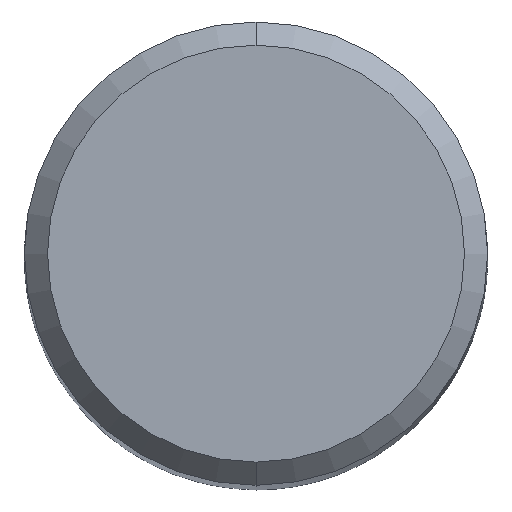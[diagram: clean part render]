
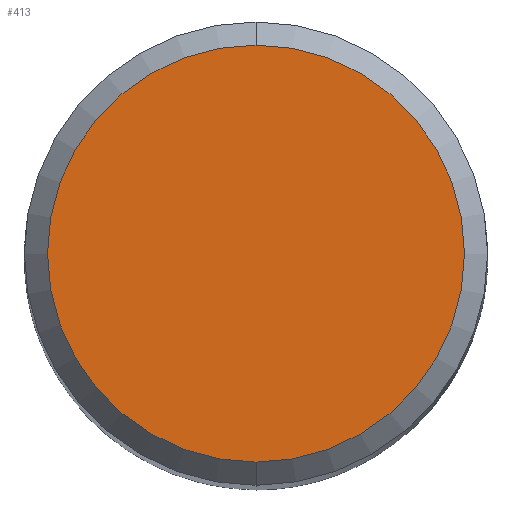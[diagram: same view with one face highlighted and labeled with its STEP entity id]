
A CAD part, top view. The second image highlights one B-rep face of the part: STEP entity #413.
In plain terms, the highlighted planar face has unit normal (0, 0, 1).
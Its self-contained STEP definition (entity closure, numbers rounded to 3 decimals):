
#343=VERTEX_POINT('',#945);
#413=ADVANCED_FACE('',(#1022),#1023,.T.);
#557=EDGE_CURVE('',#677,#343,#1177,.T.);
#653=EDGE_CURVE('',#343,#677,#1282,.T.);
#677=VERTEX_POINT('',#1308);
#945=CARTESIAN_POINT('',(0.0,5.4,0.0));
#1022=FACE_OUTER_BOUND('',#1851,.T.);
#1023=PLANE('',#1852);
#1177=CIRCLE('',#2320,5.4);
#1282=CIRCLE('',#2614,5.4);
#1308=CARTESIAN_POINT('',(0.,-5.4,0.0));
#1851=EDGE_LOOP('',(#3462,#3463));
#1852=AXIS2_PLACEMENT_3D('',#3464,#3465,#3466);
#2320=AXIS2_PLACEMENT_3D('',#3575,#3576,#3577);
#2614=AXIS2_PLACEMENT_3D('',#3664,#3665,#3666);
#3462=ORIENTED_EDGE('',*,*,#653,.F.);
#3463=ORIENTED_EDGE('',*,*,#557,.F.);
#3464=CARTESIAN_POINT('',(0.0,2.7,0.0));
#3465=DIRECTION('',(-0.0,0.0,1.0));
#3466=DIRECTION('',(0.0,-1.0,0.0));
#3575=CARTESIAN_POINT('',(0.0,0.0,0.0));
#3576=DIRECTION('',(0.0,0.0,-1.0));
#3577=DIRECTION('',(0.0,1.0,0.0));
#3664=CARTESIAN_POINT('',(0.0,0.0,0.0));
#3665=DIRECTION('',(0.0,0.0,-1.0));
#3666=DIRECTION('',(0.0,1.0,0.0));
